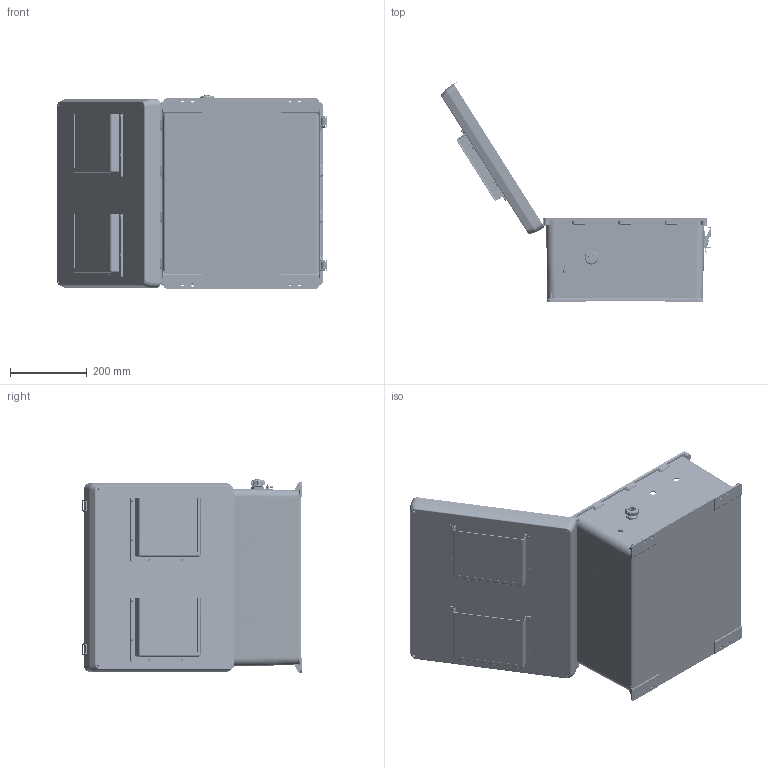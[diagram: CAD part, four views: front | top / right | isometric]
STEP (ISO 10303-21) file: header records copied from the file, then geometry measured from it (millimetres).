
FILE_DESCRIPTION (( 'STEP AP214' ), '1' );
FILE_NAME ('NBB181608-10V.STEP', '2015-09-22T18:47:55', ( 'L-Com' ), ( 'L-Com Global Connectivity' ), 'SwSTEP 2.0', 'SolidWorks 2014', '' );
FILE_SCHEMA (( 'AUTOMOTIVE_DESIGN' ));
Length unit declared in the file: inch
Products named in the file (33): XERZ-V20D241; XCTB-0002; X-PCB-HYP285; XMH-0007; XFW-0004; XF685-01; XMH-0010; NB181608-DoorClasp-2; XFR-0005; NB181608-DoorClasp-1; Fan Screen-120x120 ALUM; NBB181608-Lid-Vented; XFN-0002; NB181608-Hinge; XM220-01B; NBB181608-Box; NEMA 18 GroundWire; XFS-0026; NBB181608-10V; XFW-0002; XCT-0005; XC-0003; XFN-0003; XCT-0010; XCT-0011; XFS-0023_92470A148; XFS-0017; XFS-0066_90272A147; XF797-02; XFN-0022; XFN-0013; X-ASSY-HYP285-1; 10-32 NEMA PLATE SCREW
Assembly tree (82 placements, depth 3):
  NBB181608-10V
    NBB181608-Box
    NB181608-Hinge  x2
    NBB181608-Lid-Vented
    NB181608-DoorClasp-1  x2
    NB181608-DoorClasp-2  x2
    XF685-01
    XMH-0007  x4
    XCTB-0002
    10-32 NEMA PLATE SCREW  x4
    XFN-0013  x2
    XF797-02
    XFS-0017  x7
    XCT-0011
    XCT-0010
    XFN-0003  x2
    XC-0003
    XCT-0005
    XFW-0002
    XFS-0026
    NEMA 18 GroundWire
    XM220-01B  x2
    XFN-0002  x8
    Fan Screen-120x120 ALUM  x2
    XFR-0005  x12
    XMH-0010  x2
    XFW-0004  x2
    X-ASSY-HYP285-1
      X-PCB-HYP285
      XERZ-V20D241  x3
    XFN-0022  x2
    XFS-0066_90272A147  x2
    XFS-0023_92470A148  x8
Bounding box: 703.32 x 571.16 x 502.84 mm (x, y, z)
Volume: 3758406.4 mm3; surface area: 2415506.5 mm2
Topology: 87 solids, 88 shells, 7768 faces, 20377 edges, 12829 vertices
Faces by surface type: cylinder 3381, plane 2165, cone 1329, torus 434, bspline 410, sphere 49
Entity records: 170701 total; most frequent: CARTESIAN_POINT 51280, ORIENTED_EDGE 21796, DIRECTION 20902, EDGE_CURVE 10898, AXIS2_PLACEMENT_3D 7881, VERTEX_POINT 6882, EDGE_LOOP 5168, LINE 5140
